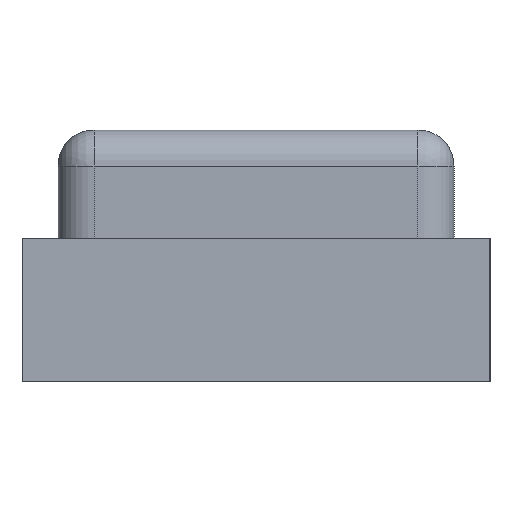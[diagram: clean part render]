
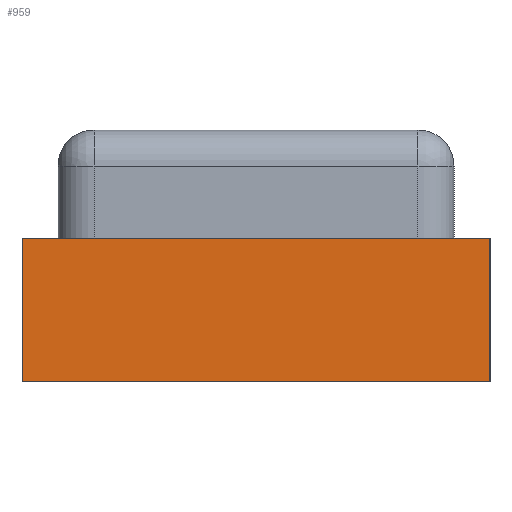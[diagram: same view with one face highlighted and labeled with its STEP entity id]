
A CAD part, left-side view. The second image highlights one B-rep face of the part: STEP entity #959.
In plain terms, the highlighted planar face has unit normal (-1, 0, 0).
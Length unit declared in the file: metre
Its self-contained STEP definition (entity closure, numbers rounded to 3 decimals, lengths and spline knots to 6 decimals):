
#210=ORIENTED_EDGE('',*,*,#372,.T.);
#211=ORIENTED_EDGE('',*,*,#376,.F.);
#212=ORIENTED_EDGE('',*,*,#369,.F.);
#213=ORIENTED_EDGE('',*,*,#375,.T.);
#369=EDGE_CURVE('',#461,#458,#549,.T.);
#372=EDGE_CURVE('',#465,#464,#552,.T.);
#375=EDGE_CURVE('',#461,#465,#555,.T.);
#376=EDGE_CURVE('',#458,#464,#556,.T.);
#458=VERTEX_POINT('',#1915);
#461=VERTEX_POINT('',#1920);
#464=VERTEX_POINT('',#1927);
#465=VERTEX_POINT('',#1929);
#549=LINE('',#1921,#653);
#552=LINE('',#1928,#656);
#555=LINE('',#1933,#659);
#556=LINE('',#1935,#660);
#653=VECTOR('',#1659,1.);
#656=VECTOR('',#1664,1.);
#659=VECTOR('',#1669,1.);
#660=VECTOR('',#1672,1.);
#737=EDGE_LOOP('',(#210,#211,#212,#213));
#797=FACE_BOUND('',#737,.T.);
#845=PLANE('',#1460);
#959=ADVANCED_FACE('',(#797),#845,.F.);
#1460=AXIS2_PLACEMENT_3D('',#1934,#1670,#1671);
#1659=DIRECTION('',(0.,-1.,0.));
#1664=DIRECTION('',(0.,-1.,0.));
#1669=DIRECTION('',(0.,0.,-1.));
#1670=DIRECTION('',(1.,0.,0.));
#1671=DIRECTION('',(0.,0.,-1.));
#1672=DIRECTION('',(0.,0.,-1.));
#1915=CARTESIAN_POINT('',(-0.0016,-0.00065,0.0004));
#1920=CARTESIAN_POINT('',(-0.0016,0.00065,0.0004));
#1921=CARTESIAN_POINT('',(-0.0016,0.,0.0004));
#1927=CARTESIAN_POINT('',(-0.0016,-0.00065,0.));
#1928=CARTESIAN_POINT('',(-0.0016,0.,0.));
#1929=CARTESIAN_POINT('',(-0.0016,0.00065,0.));
#1933=CARTESIAN_POINT('',(-0.0016,0.00065,0.0004));
#1934=CARTESIAN_POINT('',(-0.0016,0.,0.0004));
#1935=CARTESIAN_POINT('',(-0.0016,-0.00065,0.0004));
